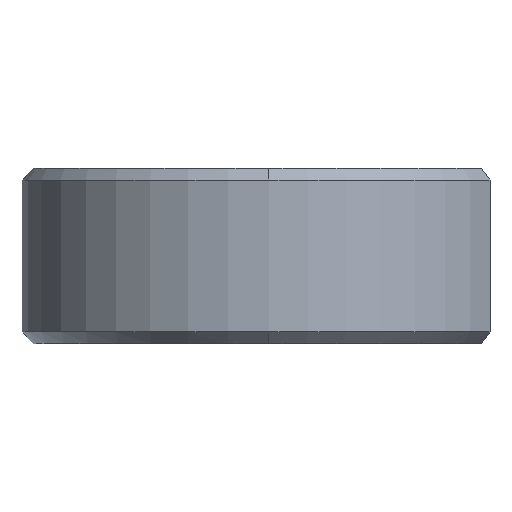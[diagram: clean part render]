
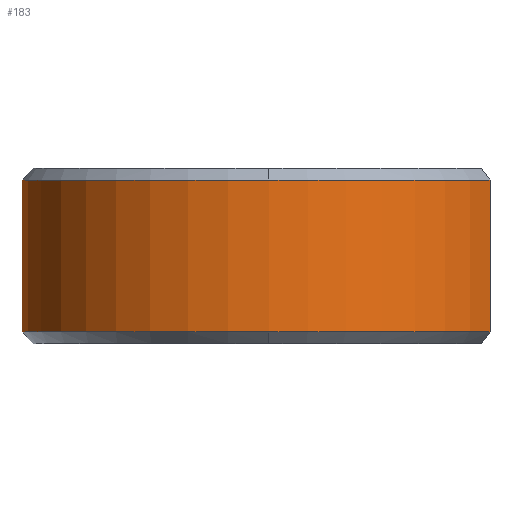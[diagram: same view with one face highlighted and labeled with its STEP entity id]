
A CAD part, front view. The second image highlights one B-rep face of the part: STEP entity #183.
In plain terms, the highlighted cylindrical face has radius 6.35 mm (diameter 12.7 mm), a partial arc.
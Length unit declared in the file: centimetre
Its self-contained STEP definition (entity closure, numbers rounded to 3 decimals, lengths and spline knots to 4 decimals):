
#3 = VERTEX_POINT ( 'NONE', #383 ) ;
#7 = ORIENTED_EDGE ( 'NONE', *, *, #213, .T. ) ;
#9 = EDGE_CURVE ( 'NONE', #113, #43, #437, .T. ) ;
#10 = EDGE_CURVE ( 'NONE', #80, #3, #439, .T. ) ;
#16 = ORIENTED_EDGE ( 'NONE', *, *, #9, .T. ) ;
#32 = EDGE_CURVE ( 'NONE', #55, #126, #368, .T. ) ;
#40 = EDGE_CURVE ( 'NONE', #43, #80, #594, .T. ) ;
#43 = VERTEX_POINT ( 'NONE', #642 ) ;
#55 = VERTEX_POINT ( 'NONE', #617 ) ;
#80 = VERTEX_POINT ( 'NONE', #669 ) ;
#107 = EDGE_CURVE ( 'NONE', #126, #113, #699, .T. ) ;
#113 = VERTEX_POINT ( 'NONE', #695 ) ;
#126 = VERTEX_POINT ( 'NONE', #853 ) ;
#144 = ORIENTED_EDGE ( 'NONE', *, *, #107, .T. ) ;
#183 = ADVANCED_FACE ( 'NONE', ( #897 ), #803, .T. ) ;
#213 = EDGE_CURVE ( 'NONE', #3, #55, #826, .T. ) ;
#232 = ORIENTED_EDGE ( 'NONE', *, *, #32, .T. ) ;
#234 = ORIENTED_EDGE ( 'NONE', *, *, #10, .T. ) ;
#325 = ORIENTED_EDGE ( 'NONE', *, *, #40, .T. ) ;
#354 = EDGE_LOOP ( 'NONE', ( #16, #325, #234, #7, #232, #144 ) ) ;
#359 = DIRECTION ( 'NONE',  ( 0., -1., 0. ) ) ;
#360 = DIRECTION ( 'NONE',  ( 0., 0., -1. ) ) ;
#361 = CARTESIAN_POINT ( 'NONE',  ( -0.2958, 1.7335, 0.17 ) ) ;
#362 = AXIS2_PLACEMENT_3D ( 'NONE', #361, #360, #359 ) ;
#368 = CIRCLE ( 'NONE', #362, 0.635 ) ;
#381 = AXIS2_PLACEMENT_3D ( 'NONE', #430, #429, #428 ) ;
#383 = CARTESIAN_POINT ( 'NONE',  ( 0.272, 1.4493, -0.22 ) ) ;
#428 = DIRECTION ( 'NONE',  ( 0., -1., 0. ) ) ;
#429 = DIRECTION ( 'NONE',  ( 0., 0., 1. ) ) ;
#430 = CARTESIAN_POINT ( 'NONE',  ( -0.2958, 1.7335, -0.22 ) ) ;
#434 = DIRECTION ( 'NONE',  ( 0., 0., -1. ) ) ;
#435 = VECTOR ( 'NONE', #434, 100. ) ;
#436 = CARTESIAN_POINT ( 'NONE',  ( -0.4887, 2.3385, 0.2 ) ) ;
#437 = LINE ( 'NONE', #436, #435 ) ;
#439 = CIRCLE ( 'NONE', #381, 0.635 ) ;
#594 = CIRCLE ( 'NONE', #600, 0.635 ) ;
#600 = AXIS2_PLACEMENT_3D ( 'NONE', #631, #630, #628 ) ;
#617 = CARTESIAN_POINT ( 'NONE',  ( 0.272, 1.4493, 0.17 ) ) ;
#628 = DIRECTION ( 'NONE',  ( 0., -1., 0. ) ) ;
#630 = DIRECTION ( 'NONE',  ( 0., 0., 1. ) ) ;
#631 = CARTESIAN_POINT ( 'NONE',  ( -0.2958, 1.7335, -0.22 ) ) ;
#642 = CARTESIAN_POINT ( 'NONE',  ( -0.4887, 2.3385, -0.22 ) ) ;
#669 = CARTESIAN_POINT ( 'NONE',  ( -0.2958, 1.0985, -0.22 ) ) ;
#691 = DIRECTION ( 'NONE',  ( 0., -1., 0. ) ) ;
#692 = DIRECTION ( 'NONE',  ( 0., 0., -1. ) ) ;
#693 = CARTESIAN_POINT ( 'NONE',  ( -0.2958, 1.7335, 0.17 ) ) ;
#694 = AXIS2_PLACEMENT_3D ( 'NONE', #693, #692, #691 ) ;
#695 = CARTESIAN_POINT ( 'NONE',  ( -0.4887, 2.3385, 0.17 ) ) ;
#699 = CIRCLE ( 'NONE', #694, 0.635 ) ;
#803 = CYLINDRICAL_SURFACE ( 'NONE', #923, 0.635 ) ;
#823 = DIRECTION ( 'NONE',  ( 0., 0., 1. ) ) ;
#824 = VECTOR ( 'NONE', #823, 100. ) ;
#825 = CARTESIAN_POINT ( 'NONE',  ( 0.272, 1.4493, 0.2 ) ) ;
#826 = LINE ( 'NONE', #825, #824 ) ;
#853 = CARTESIAN_POINT ( 'NONE',  ( -0.2958, 1.0985, 0.17 ) ) ;
#897 = FACE_OUTER_BOUND ( 'NONE', #354, .T. ) ;
#920 = DIRECTION ( 'NONE',  ( 0., 1., 0. ) ) ;
#921 = DIRECTION ( 'NONE',  ( 0., 0., -1. ) ) ;
#922 = CARTESIAN_POINT ( 'NONE',  ( -0.2958, 1.7335, 0.2 ) ) ;
#923 = AXIS2_PLACEMENT_3D ( 'NONE', #922, #921, #920 ) ;
